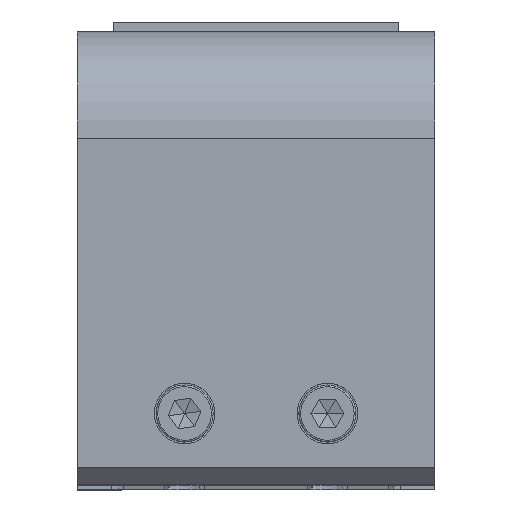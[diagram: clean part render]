
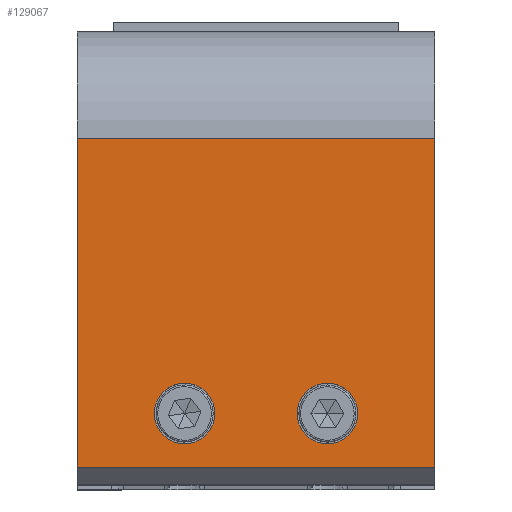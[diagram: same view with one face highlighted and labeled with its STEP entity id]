
A CAD part, top view. The second image highlights one B-rep face of the part: STEP entity #129067.
In plain terms, the highlighted planar face has unit normal (0, 0, 1).
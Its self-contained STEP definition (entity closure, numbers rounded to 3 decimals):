
#1090 = LINE ( 'NONE', #65869, #106544 ) ;
#4874 = CARTESIAN_POINT ( 'NONE',  ( 101.658, 295.108, 657.202 ) ) ;
#6017 = EDGE_CURVE ( 'NONE', #11271, #107140, #97804, .T. ) ;
#9123 = CARTESIAN_POINT ( 'NONE',  ( 101.658, 203.108, 657.202 ) ) ;
#9484 = ORIENTED_EDGE ( 'NONE', *, *, #113844, .F. ) ;
#9971 = DIRECTION ( 'NONE',  ( 1., 0., 0. ) ) ;
#10740 = VERTEX_POINT ( 'NONE', #56161 ) ;
#10929 = ORIENTED_EDGE ( 'NONE', *, *, #70686, .T. ) ;
#11271 = VERTEX_POINT ( 'NONE', #143930 ) ;
#13542 = DIRECTION ( 'NONE',  ( 0., 1., 0. ) ) ;
#16221 = DIRECTION ( 'NONE',  ( 0., 0., 1. ) ) ;
#18857 = VERTEX_POINT ( 'NONE', #4874 ) ;
#23689 = DIRECTION ( 'NONE',  ( -1., 0., 0. ) ) ;
#23803 = FACE_BOUND ( 'NONE', #115613, .T. ) ;
#24023 = VECTOR ( 'NONE', #135013, 1000. ) ;
#24555 = CARTESIAN_POINT ( 'NONE',  ( 140.158, 218.108, 657.202 ) ) ;
#25303 = VERTEX_POINT ( 'NONE', #69138 ) ;
#25945 = CARTESIAN_POINT ( 'NONE',  ( 201.658, 203.108, 657.202 ) ) ;
#29403 = VECTOR ( 'NONE', #87091, 1000. ) ;
#35292 = CARTESIAN_POINT ( 'NONE',  ( 201.658, 203.108, 657.202 ) ) ;
#37298 = LINE ( 'NONE', #93425, #24023 ) ;
#41167 = CARTESIAN_POINT ( 'NONE',  ( 201.658, 203.108, 657.202 ) ) ;
#41673 = DIRECTION ( 'NONE',  ( -1., 0., 0. ) ) ;
#42015 = CARTESIAN_POINT ( 'NONE',  ( 171.658, 218.108, 657.202 ) ) ;
#42782 = EDGE_LOOP ( 'NONE', ( #9484, #115046 ) ) ;
#43221 = EDGE_CURVE ( 'NONE', #10740, #18857, #1090, .T. ) ;
#44851 = PLANE ( 'NONE',  #85646 ) ;
#48633 = EDGE_CURVE ( 'NONE', #10740, #105713, #53524, .T. ) ;
#51086 = DIRECTION ( 'NONE',  ( 1., 0., 0. ) ) ;
#52737 = DIRECTION ( 'NONE',  ( 0., 0., 1. ) ) ;
#53524 = LINE ( 'NONE', #41167, #29403 ) ;
#56124 = CARTESIAN_POINT ( 'NONE',  ( 163.158, 218.108, 657.202 ) ) ;
#56161 = CARTESIAN_POINT ( 'NONE',  ( 201.658, 295.108, 657.202 ) ) ;
#56483 = FACE_OUTER_BOUND ( 'NONE', #67485, .T. ) ;
#58351 = CIRCLE ( 'NONE', #111873, 8.5 ) ;
#59062 = ORIENTED_EDGE ( 'NONE', *, *, #48633, .F. ) ;
#65869 = CARTESIAN_POINT ( 'NONE',  ( 201.658, 295.108, 657.202 ) ) ;
#67485 = EDGE_LOOP ( 'NONE', ( #10929, #100854, #59062, #67684 ) ) ;
#67670 = EDGE_CURVE ( 'NONE', #105713, #103315, #131322, .T. ) ;
#67684 = ORIENTED_EDGE ( 'NONE', *, *, #43221, .T. ) ;
#68853 = DIRECTION ( 'NONE',  ( 0., 0., -1. ) ) ;
#69138 = CARTESIAN_POINT ( 'NONE',  ( 123.158, 218.108, 657.202 ) ) ;
#70686 = EDGE_CURVE ( 'NONE', #18857, #103315, #37298, .T. ) ;
#72132 = AXIS2_PLACEMENT_3D ( 'NONE', #130619, #108650, #142223 ) ;
#72204 = CARTESIAN_POINT ( 'NONE',  ( 131.658, 218.108, 657.202 ) ) ;
#78758 = EDGE_CURVE ( 'NONE', #107140, #11271, #58351, .T. ) ;
#83659 = EDGE_CURVE ( 'NONE', #25303, #125123, #132479, .T. ) ;
#84296 = CIRCLE ( 'NONE', #107494, 8.5 ) ;
#85646 = AXIS2_PLACEMENT_3D ( 'NONE', #25945, #68853, #13542 ) ;
#87091 = DIRECTION ( 'NONE',  ( 0., -1., 0. ) ) ;
#88622 = DIRECTION ( 'NONE',  ( 0., 0., 1. ) ) ;
#92956 = AXIS2_PLACEMENT_3D ( 'NONE', #108039, #52737, #141647 ) ;
#93425 = CARTESIAN_POINT ( 'NONE',  ( 101.658, 203.108, 657.202 ) ) ;
#97804 = CIRCLE ( 'NONE', #72132, 8.5 ) ;
#98940 = ORIENTED_EDGE ( 'NONE', *, *, #6017, .F. ) ;
#100854 = ORIENTED_EDGE ( 'NONE', *, *, #67670, .F. ) ;
#103315 = VERTEX_POINT ( 'NONE', #9123 ) ;
#105713 = VERTEX_POINT ( 'NONE', #35292 ) ;
#106544 = VECTOR ( 'NONE', #23689, 1000. ) ;
#107140 = VERTEX_POINT ( 'NONE', #56124 ) ;
#107494 = AXIS2_PLACEMENT_3D ( 'NONE', #72204, #16221, #51086 ) ;
#108039 = CARTESIAN_POINT ( 'NONE',  ( 131.658, 218.108, 657.202 ) ) ;
#108650 = DIRECTION ( 'NONE',  ( 0., 0., 1. ) ) ;
#111873 = AXIS2_PLACEMENT_3D ( 'NONE', #42015, #88622, #9971 ) ;
#112620 = FACE_BOUND ( 'NONE', #42782, .T. ) ;
#113844 = EDGE_CURVE ( 'NONE', #125123, #25303, #84296, .T. ) ;
#115046 = ORIENTED_EDGE ( 'NONE', *, *, #83659, .F. ) ;
#115613 = EDGE_LOOP ( 'NONE', ( #98940, #126472 ) ) ;
#118348 = VECTOR ( 'NONE', #41673, 1000. ) ;
#125123 = VERTEX_POINT ( 'NONE', #24555 ) ;
#126472 = ORIENTED_EDGE ( 'NONE', *, *, #78758, .F. ) ;
#129067 = ADVANCED_FACE ( 'NONE', ( #112620, #23803, #56483 ), #44851, .F. ) ;
#130619 = CARTESIAN_POINT ( 'NONE',  ( 171.658, 218.108, 657.202 ) ) ;
#131322 = LINE ( 'NONE', #132038, #118348 ) ;
#132038 = CARTESIAN_POINT ( 'NONE',  ( 201.658, 203.108, 657.202 ) ) ;
#132479 = CIRCLE ( 'NONE', #92956, 8.5 ) ;
#135013 = DIRECTION ( 'NONE',  ( 0., -1., 0. ) ) ;
#141647 = DIRECTION ( 'NONE',  ( 1., 0., 0. ) ) ;
#142223 = DIRECTION ( 'NONE',  ( 1., 0., 0. ) ) ;
#143930 = CARTESIAN_POINT ( 'NONE',  ( 180.158, 218.108, 657.202 ) ) ;
